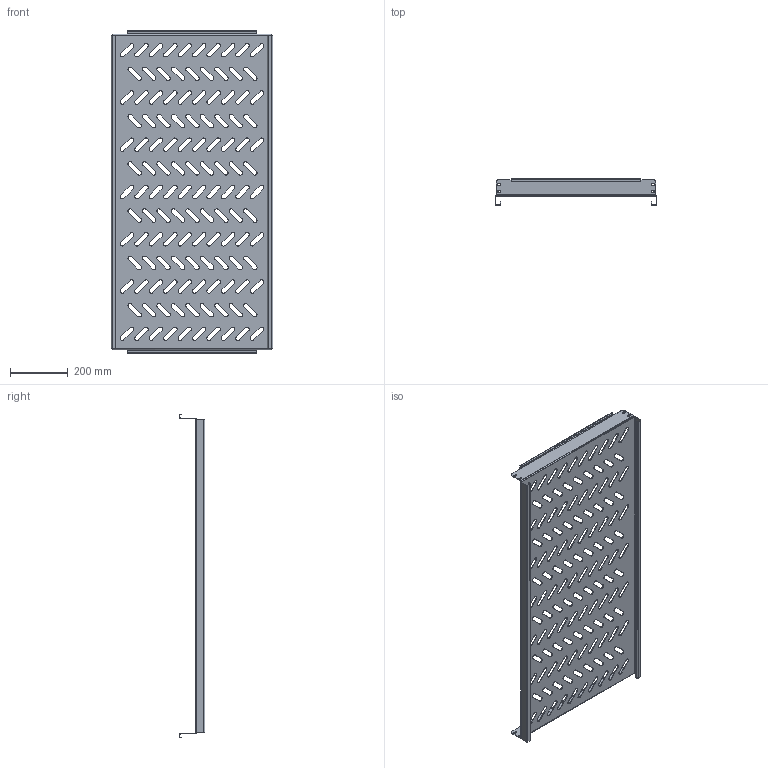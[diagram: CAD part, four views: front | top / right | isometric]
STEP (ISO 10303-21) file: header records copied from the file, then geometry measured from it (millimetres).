
FILE_DESCRIPTION (( 'STEP AP214' ), '1' );
FILE_NAME ('945.326.STEP', '2024-09-25T10:28:50', ( '' ), ( '' ), 'SwSTEP 2.0', 'SolidWorks 2021', '' );
FILE_SCHEMA (( 'AUTOMOTIVE_DESIGN' ));
Length unit declared in the file: millimetre
Products named in the file (1): 945.326
Bounding box: 560 x 90 x 1120 mm (x, y, z)
Volume: 1397917.3 mm3; surface area: 1440023.4 mm2
Topology: 1 solids, 1 shells, 782 faces, 2252 edges, 1472 vertices
Faces by surface type: cylinder 432, plane 342, bspline 8
Entity records: 26794 total; most frequent: CARTESIAN_POINT 5007, DIRECTION 4626, ORIENTED_EDGE 4504, EDGE_CURVE 2252, AXIS2_PLACEMENT_3D 1639, VERTEX_POINT 1472, LINE 1348, VECTOR 1348
